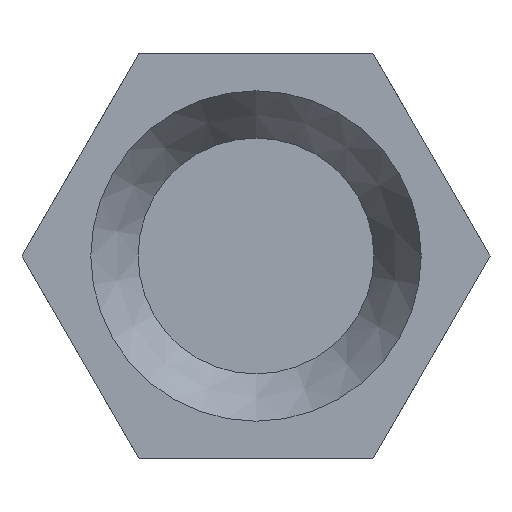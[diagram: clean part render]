
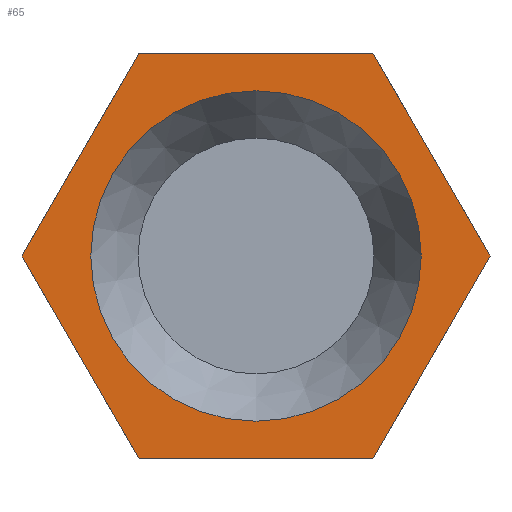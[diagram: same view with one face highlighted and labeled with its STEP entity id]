
A CAD part, front view. The second image highlights one B-rep face of the part: STEP entity #65.
In plain terms, the highlighted planar face has unit normal (0, -1, 0).
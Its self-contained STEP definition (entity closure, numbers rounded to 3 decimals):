
#65 = ADVANCED_FACE( '', ( #139, #140 ), #141, .F. );
#139 = FACE_OUTER_BOUND( '', #222, .T. );
#140 = FACE_BOUND( '', #223, .T. );
#141 = PLANE( '', #224 );
#222 = EDGE_LOOP( '', ( #331, #332, #333, #334, #335, #336 ) );
#223 = EDGE_LOOP( '', ( #337 ) );
#224 = AXIS2_PLACEMENT_3D( '', #338, #339, #340 );
#331 = ORIENTED_EDGE( '', *, *, #445, .T. );
#332 = ORIENTED_EDGE( '', *, *, #441, .T. );
#333 = ORIENTED_EDGE( '', *, *, #429, .T. );
#334 = ORIENTED_EDGE( '', *, *, #437, .T. );
#335 = ORIENTED_EDGE( '', *, *, #446, .T. );
#336 = ORIENTED_EDGE( '', *, *, #418, .T. );
#337 = ORIENTED_EDGE( '', *, *, #435, .T. );
#338 = CARTESIAN_POINT( '', ( 0., 0., 0. ) );
#339 = DIRECTION( '', ( 0., 1., 0. ) );
#340 = DIRECTION( '', ( 0., 0., 1. ) );
#418 = EDGE_CURVE( '', #475, #476, #477, .T. );
#429 = EDGE_CURVE( '', #494, #495, #496, .T. );
#435 = EDGE_CURVE( '', #505, #505, #506, .T. );
#437 = EDGE_CURVE( '', #495, #508, #509, .T. );
#441 = EDGE_CURVE( '', #514, #494, #515, .T. );
#445 = EDGE_CURVE( '', #476, #514, #520, .T. );
#446 = EDGE_CURVE( '', #508, #475, #521, .T. );
#475 = VERTEX_POINT( '', #552 );
#476 = VERTEX_POINT( '', #553 );
#477 = LINE( '', #554, #555 );
#494 = VERTEX_POINT( '', #591 );
#495 = VERTEX_POINT( '', #592 );
#496 = LINE( '', #593, #594 );
#505 = VERTEX_POINT( '', #622 );
#506 = CIRCLE( '', #623, 22.423 );
#508 = VERTEX_POINT( '', #625 );
#509 = LINE( '', #626, #627 );
#514 = VERTEX_POINT( '', #650 );
#515 = LINE( '', #651, #652 );
#520 = LINE( '', #675, #676 );
#521 = LINE( '', #677, #678 );
#552 = CARTESIAN_POINT( '', ( -15.877, 0., 27.5 ) );
#553 = CARTESIAN_POINT( '', ( -31.754, 0., 0. ) );
#554 = CARTESIAN_POINT( '', ( -23.816, 0., 13.75 ) );
#555 = VECTOR( '', #744, 1000. );
#591 = CARTESIAN_POINT( '', ( 15.877, 0., -27.5 ) );
#592 = CARTESIAN_POINT( '', ( 31.754, 0., 0. ) );
#593 = CARTESIAN_POINT( '', ( 23.816, 0., -13.75 ) );
#594 = VECTOR( '', #759, 1000. );
#622 = CARTESIAN_POINT( '', ( 0., 0., 22.423 ) );
#623 = AXIS2_PLACEMENT_3D( '', #765, #766, #767 );
#625 = CARTESIAN_POINT( '', ( 15.877, 0., 27.5 ) );
#626 = CARTESIAN_POINT( '', ( 23.816, 0., 13.75 ) );
#627 = VECTOR( '', #768, 1000. );
#650 = CARTESIAN_POINT( '', ( -15.877, 0., -27.5 ) );
#651 = CARTESIAN_POINT( '', ( 0., 0., -27.5 ) );
#652 = VECTOR( '', #770, 1000. );
#675 = CARTESIAN_POINT( '', ( -23.816, 0., -13.75 ) );
#676 = VECTOR( '', #772, 1000. );
#677 = CARTESIAN_POINT( '', ( 0., 0., 27.5 ) );
#678 = VECTOR( '', #773, 1000. );
#744 = DIRECTION( '', ( -0.5, 0., -0.866 ) );
#759 = DIRECTION( '', ( 0.5, 0., 0.866 ) );
#765 = CARTESIAN_POINT( '', ( 0., 0., 0. ) );
#766 = DIRECTION( '', ( 0., 1., 0. ) );
#767 = DIRECTION( '', ( 0., 0., 1. ) );
#768 = DIRECTION( '', ( -0.5, 0., 0.866 ) );
#770 = DIRECTION( '', ( 1., 0., 0. ) );
#772 = DIRECTION( '', ( 0.5, 0., -0.866 ) );
#773 = DIRECTION( '', ( -1., 0., 0. ) );
